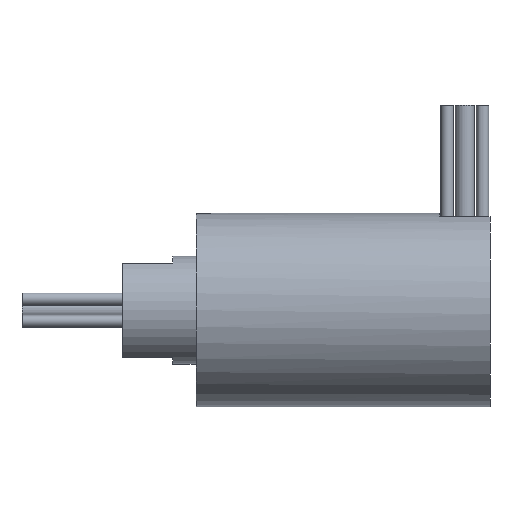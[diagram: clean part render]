
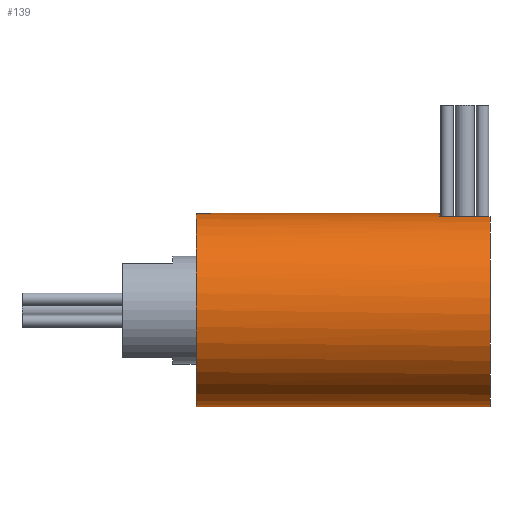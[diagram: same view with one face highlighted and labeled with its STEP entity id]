
A CAD part, front view. The second image highlights one B-rep face of the part: STEP entity #139.
In plain terms, the highlighted cylindrical face has radius 25 mm (diameter 50 mm), a partial arc.
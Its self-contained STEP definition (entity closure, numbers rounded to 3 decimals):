
#139=ADVANCED_FACE('',(#223),#188,.T.);
#188=CYLINDRICAL_SURFACE('',#1025,25.);
#223=FACE_OUTER_BOUND('',#290,.T.);
#290=EDGE_LOOP('',(#554,#555,#556,#557,#558,#559));
#355=LINE('',#1510,#409);
#356=LINE('',#1514,#410);
#372=LINE('',#1582,#426);
#409=VECTOR('',#1191,1.);
#410=VECTOR('',#1194,1.);
#426=VECTOR('',#1274,1.);
#554=ORIENTED_EDGE('',*,*,#815,.F.);
#555=ORIENTED_EDGE('',*,*,#855,.F.);
#556=ORIENTED_EDGE('',*,*,#856,.T.);
#557=ORIENTED_EDGE('',*,*,#857,.T.);
#558=ORIENTED_EDGE('',*,*,#817,.T.);
#559=ORIENTED_EDGE('',*,*,#854,.T.);
#732=VERTEX_POINT('',#1508);
#734=VERTEX_POINT('',#1511);
#735=VERTEX_POINT('',#1513);
#736=VERTEX_POINT('',#1515);
#755=VERTEX_POINT('',#1581);
#756=VERTEX_POINT('',#1583);
#815=EDGE_CURVE('',#732,#734,#355,.T.);
#817=EDGE_CURVE('',#736,#735,#356,.T.);
#854=EDGE_CURVE('',#735,#734,#929,.T.);
#855=EDGE_CURVE('',#755,#732,#930,.T.);
#856=EDGE_CURVE('',#755,#756,#372,.T.);
#857=EDGE_CURVE('',#756,#736,#931,.T.);
#929=CIRCLE('',#1021,25.);
#930=CIRCLE('',#1023,25.);
#931=CIRCLE('',#1024,25.);
#1021=AXIS2_PLACEMENT_3D('',#1578,#1268,#1269);
#1023=AXIS2_PLACEMENT_3D('',#1580,#1272,#1273);
#1024=AXIS2_PLACEMENT_3D('',#1584,#1275,#1276);
#1025=AXIS2_PLACEMENT_3D('',#1585,#1277,#1278);
#1191=DIRECTION('',(-1.,0.,0.));
#1194=DIRECTION('',(-1.,0.,0.));
#1268=DIRECTION('',(1.,0.,0.));
#1269=DIRECTION('',(0.,0.,-1.));
#1272=DIRECTION('',(1.,0.,0.));
#1273=DIRECTION('',(0.,0.,-1.));
#1274=DIRECTION('',(-1.,0.,0.));
#1275=DIRECTION('',(-1.,0.,0.));
#1276=DIRECTION('',(0.,0.,1.));
#1277=DIRECTION('',(-1.,0.,0.));
#1278=DIRECTION('',(0.,0.,-1.));
#1508=CARTESIAN_POINT('',(95.,0.,-25.));
#1510=CARTESIAN_POINT('',(95.,0.,-25.));
#1511=CARTESIAN_POINT('',(19.,0.,-25.));
#1513=CARTESIAN_POINT('',(19.,0.,25.));
#1514=CARTESIAN_POINT('',(95.,0.,25.));
#1515=CARTESIAN_POINT('',(82.,0.,25.));
#1578=CARTESIAN_POINT('',(19.,0.,0.));
#1580=CARTESIAN_POINT('',(95.,0.,0.));
#1581=CARTESIAN_POINT('',(95.,-6.25,24.206));
#1582=CARTESIAN_POINT('',(95.,-6.25,24.206));
#1583=CARTESIAN_POINT('',(82.,-6.25,24.206));
#1584=CARTESIAN_POINT('',(82.,0.,0.));
#1585=CARTESIAN_POINT('',(95.,0.,0.));
